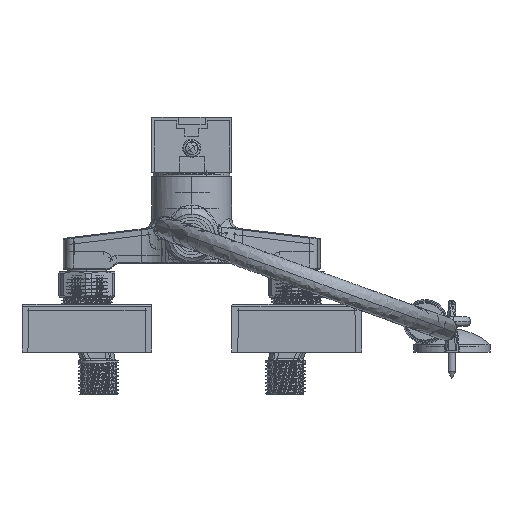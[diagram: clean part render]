
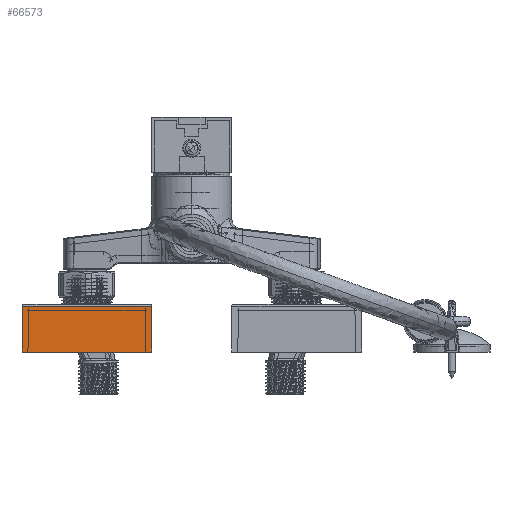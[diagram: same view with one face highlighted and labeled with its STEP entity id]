
A CAD part, front view. The second image highlights one B-rep face of the part: STEP entity #66573.
In plain terms, the highlighted planar face has unit normal (0, -1, 0).
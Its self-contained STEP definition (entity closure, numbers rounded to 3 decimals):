
#6 = VERTEX_POINT ( 'NONE', #75888 ) ;
#8 = VERTEX_POINT ( 'NONE', #83911 ) ;
#5279 = VECTOR ( 'NONE', #58258, 1000. ) ;
#5290 = FACE_OUTER_BOUND ( 'NONE', #34831, .T. ) ;
#7296 = ORIENTED_EDGE ( 'NONE', *, *, #37228, .F. ) ;
#7992 = LINE ( 'NONE', #77356, #24014 ) ;
#8995 = LINE ( 'NONE', #44376, #5279 ) ;
#11088 = VERTEX_POINT ( 'NONE', #81513 ) ;
#11556 = DIRECTION ( 'NONE',  ( -1., 0., 0. ) ) ;
#13168 = EDGE_CURVE ( 'NONE', #19393, #8, #22710, .T. ) ;
#16521 = CARTESIAN_POINT ( 'NONE',  ( -89., -25.942, -52.5 ) ) ;
#19393 = VERTEX_POINT ( 'NONE', #16521 ) ;
#22710 = LINE ( 'NONE', #63462, #66614 ) ;
#24014 = VECTOR ( 'NONE', #35736, 1000. ) ;
#24050 = EDGE_CURVE ( 'NONE', #11088, #19393, #7992, .T. ) ;
#30559 = CARTESIAN_POINT ( 'NONE',  ( -89., -25.942, -28.5 ) ) ;
#32210 = AXIS2_PLACEMENT_3D ( 'NONE', #44289, #58604, #11556 ) ;
#33633 = ORIENTED_EDGE ( 'NONE', *, *, #24050, .T. ) ;
#33668 = VECTOR ( 'NONE', #78897, 1000. ) ;
#34831 = EDGE_LOOP ( 'NONE', ( #7296, #45129, #33633, #76237 ) ) ;
#35736 = DIRECTION ( 'NONE',  ( 0., 0., -1. ) ) ;
#37228 = EDGE_CURVE ( 'NONE', #6, #8, #8995, .T. ) ;
#38430 = PLANE ( 'NONE',  #32210 ) ;
#44289 = CARTESIAN_POINT ( 'NONE',  ( -89., -25.942, -27.5 ) ) ;
#44376 = CARTESIAN_POINT ( 'NONE',  ( -21., -25.942, -27.5 ) ) ;
#45129 = ORIENTED_EDGE ( 'NONE', *, *, #80354, .T. ) ;
#58258 = DIRECTION ( 'NONE',  ( 0., 0., -1. ) ) ;
#58604 = DIRECTION ( 'NONE',  ( 0., 1., 0. ) ) ;
#63462 = CARTESIAN_POINT ( 'NONE',  ( -89., -25.942, -52.5 ) ) ;
#64160 = LINE ( 'NONE', #30559, #33668 ) ;
#66573 = ADVANCED_FACE ( 'NONE', ( #5290 ), #38430, .F. ) ;
#66614 = VECTOR ( 'NONE', #77764, 1000. ) ;
#75888 = CARTESIAN_POINT ( 'NONE',  ( -21., -25.942, -28.5 ) ) ;
#76237 = ORIENTED_EDGE ( 'NONE', *, *, #13168, .T. ) ;
#77356 = CARTESIAN_POINT ( 'NONE',  ( -89., -25.942, -27.5 ) ) ;
#77764 = DIRECTION ( 'NONE',  ( 1., 0., 0. ) ) ;
#78897 = DIRECTION ( 'NONE',  ( -1., 0., 0. ) ) ;
#80354 = EDGE_CURVE ( 'NONE', #6, #11088, #64160, .T. ) ;
#81513 = CARTESIAN_POINT ( 'NONE',  ( -89., -25.942, -28.5 ) ) ;
#83911 = CARTESIAN_POINT ( 'NONE',  ( -21., -25.942, -52.5 ) ) ;
